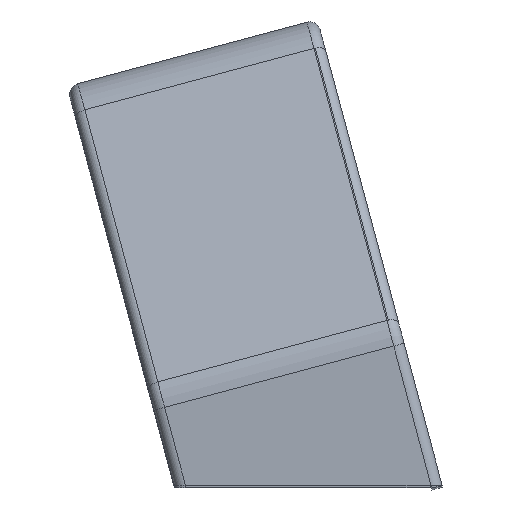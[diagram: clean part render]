
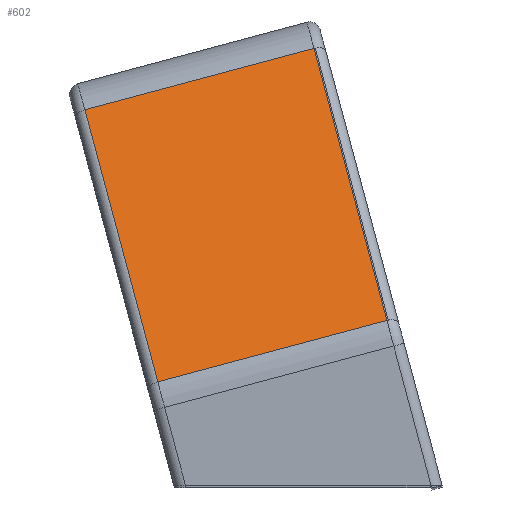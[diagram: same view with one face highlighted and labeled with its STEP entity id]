
A CAD part, top view. The second image highlights one B-rep face of the part: STEP entity #602.
In plain terms, the highlighted planar face has unit normal (-0.128, 0.476, 0.87).
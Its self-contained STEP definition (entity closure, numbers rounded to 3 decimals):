
#196 = VERTEX_POINT ( 'NONE', #916 ) ;
#394 = VERTEX_POINT ( 'NONE', #1205 ) ;
#457 = VERTEX_POINT ( 'NONE', #1330 ) ;
#465 = ORIENTED_EDGE ( 'NONE', *, *, #503, .T. ) ;
#467 = EDGE_LOOP ( 'NONE', ( #519, #522, #510, #465 ) ) ;
#470 = EDGE_CURVE ( 'NONE', #196, #457, #1333, .T. ) ;
#503 = EDGE_CURVE ( 'NONE', #513, #196, #1437, .T. ) ;
#510 = ORIENTED_EDGE ( 'NONE', *, *, #576, .T. ) ;
#513 = VERTEX_POINT ( 'NONE', #1392 ) ;
#519 = ORIENTED_EDGE ( 'NONE', *, *, #470, .T. ) ;
#520 = EDGE_CURVE ( 'NONE', #457, #394, #1438, .T. ) ;
#522 = ORIENTED_EDGE ( 'NONE', *, *, #520, .T. ) ;
#576 = EDGE_CURVE ( 'NONE', #394, #513, #1540, .T. ) ;
#602 = ADVANCED_FACE ( 'NONE', ( #1551 ), #1570, .F. ) ;
#916 = CARTESIAN_POINT ( 'NONE',  ( -11.966, 40.793, 48.436 ) ) ;
#1205 = CARTESIAN_POINT ( 'NONE',  ( -26.547, 9.639, 63.35 ) ) ;
#1314 = DIRECTION ( 'NONE',  ( -0.966, -0.259, 0. ) ) ;
#1315 = VECTOR ( 'NONE', #1314, 1000. ) ;
#1316 = CARTESIAN_POINT ( 'NONE',  ( -43.638, 32.306, 48.436 ) ) ;
#1330 = CARTESIAN_POINT ( 'NONE',  ( -33.359, 35.06, 48.436 ) ) ;
#1333 = LINE ( 'NONE', #1316, #1315 ) ;
#1392 = CARTESIAN_POINT ( 'NONE',  ( -5.154, 15.371, 63.35 ) ) ;
#1431 = VECTOR ( 'NONE', #1435, 1000. ) ;
#1435 = DIRECTION ( 'NONE',  ( -0.225, 0.84, -0.493 ) ) ;
#1436 = CARTESIAN_POINT ( 'NONE',  ( -4.857, 14.263, 64. ) ) ;
#1437 = LINE ( 'NONE', #1436, #1431 ) ;
#1438 = LINE ( 'NONE', #1461, #1460 ) ;
#1459 = DIRECTION ( 'NONE',  ( 0.225, -0.84, 0.493 ) ) ;
#1460 = VECTOR ( 'NONE', #1459, 1000. ) ;
#1461 = CARTESIAN_POINT ( 'NONE',  ( -26.251, 8.531, 64. ) ) ;
#1528 = DIRECTION ( 'NONE',  ( 0.966, 0.259, 0. ) ) ;
#1529 = VECTOR ( 'NONE', #1528, 1000. ) ;
#1530 = CARTESIAN_POINT ( 'NONE',  ( -4.188, 15.63, 63.35 ) ) ;
#1540 = LINE ( 'NONE', #1530, #1529 ) ;
#1547 = AXIS2_PLACEMENT_3D ( 'NONE', #1601, #1595, #1594 ) ;
#1551 = FACE_OUTER_BOUND ( 'NONE', #467, .T. ) ;
#1570 = PLANE ( 'NONE',  #1547 ) ;
#1594 = DIRECTION ( 'NONE',  ( 0., 0.877, -0.48 ) ) ;
#1595 = DIRECTION ( 'NONE',  ( 0.128, -0.476, -0.87 ) ) ;
#1601 = CARTESIAN_POINT ( 'NONE',  ( -36.529, 5.777, 64. ) ) ;
